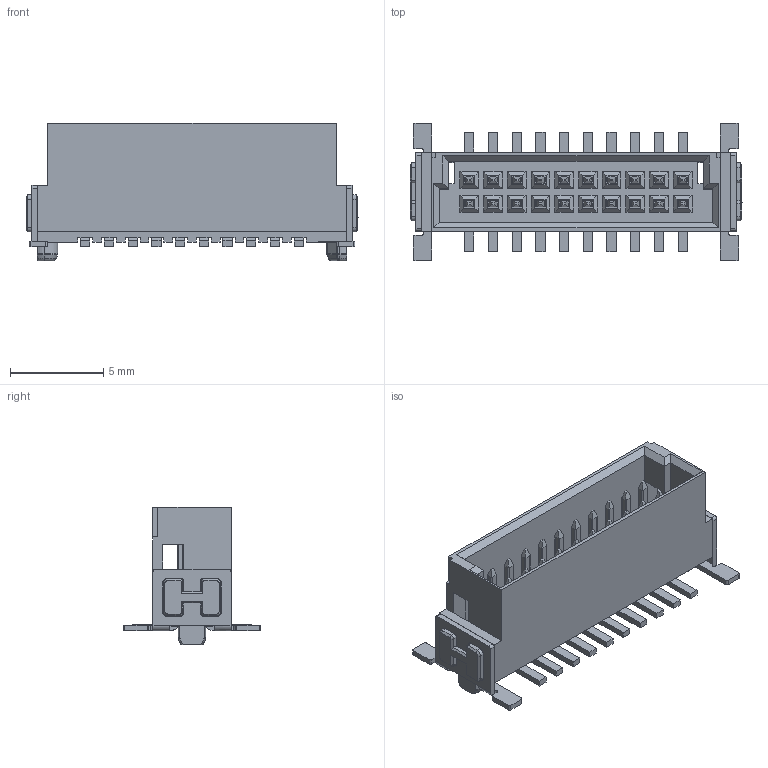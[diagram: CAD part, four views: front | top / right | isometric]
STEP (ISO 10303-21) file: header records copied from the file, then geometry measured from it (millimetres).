
FILE_DESCRIPTION(('CATIA V5 STEP Exchange','CAx-IF Rec.Pracs.--- Model Styling and Organization---1.4--- 2014-01-23'),'2;1');
FILE_NAME ('D1463890_0_2747000000_2747000000.stp','2020-10-05T13:07:14+00:00',('none'),('Weidmueller'),'CATIA Version 5-6 Release 2016 SP3 HF44','CATIA V5 STEP AP214','none');
FILE_SCHEMA(('AUTOMOTIVE_DESIGN { 1 0 10303 214 1 1 1 1 }'));
Length unit declared in the file: millimetre
Products named in the file (1): 2747000000
Bounding box: 17.78 x 7.38 x 7.38 mm (x, y, z)
Volume: 199 mm3; surface area: 848 mm2
Topology: 1 solids, 1 shells, 1171 faces, 3182 edges, 2055 vertices
Faces by surface type: plane 743, cylinder 274, bspline 72, torus 57, cone 25
Entity records: 43187 total; most frequent: CARTESIAN_POINT 15642, ORIENTED_EDGE 6356, DIRECTION 4322, EDGE_CURVE 3178, VECTOR 2217, LINE 2217, VERTEX_POINT 2056, AXIS2_PLACEMENT_3D 1305
